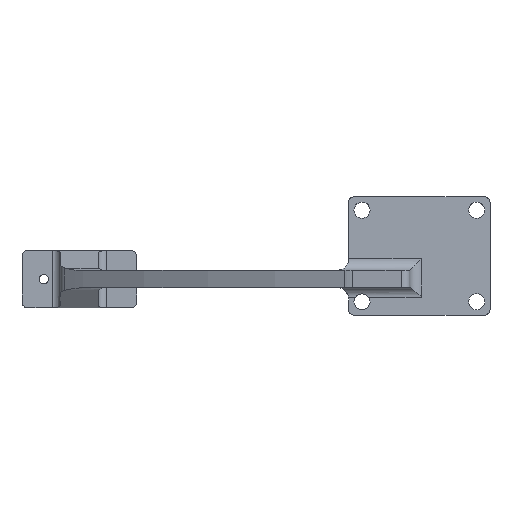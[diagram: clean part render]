
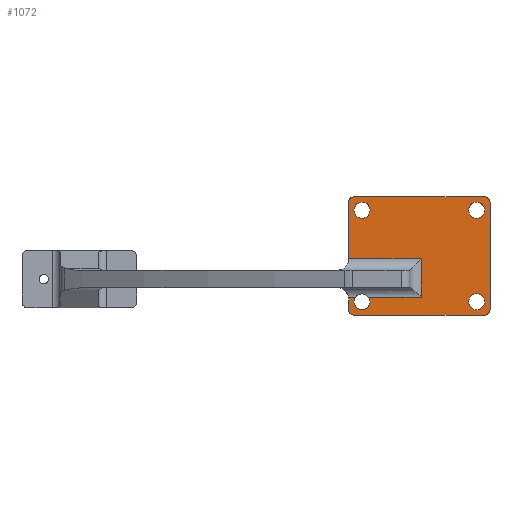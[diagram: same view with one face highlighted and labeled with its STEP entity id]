
A CAD part, top view. The second image highlights one B-rep face of the part: STEP entity #1072.
In plain terms, the highlighted planar face has unit normal (0, 0, 1).
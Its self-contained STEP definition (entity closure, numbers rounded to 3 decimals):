
#17=FACE_BOUND('',#186,.T.);
#18=FACE_BOUND('',#187,.T.);
#19=FACE_BOUND('',#188,.T.);
#57=CIRCLE('',#1167,1.5);
#59=CIRCLE('',#1172,2.1);
#60=CIRCLE('',#1173,2.1);
#61=CIRCLE('',#1174,3.);
#62=CIRCLE('',#1175,1.5);
#63=CIRCLE('',#1176,1.5);
#64=CIRCLE('',#1177,1.5);
#65=CIRCLE('',#1178,2.1);
#66=CIRCLE('',#1179,2.1);
#67=CIRCLE('',#1180,2.1);
#97=PLANE('',#1171);
#128=FACE_OUTER_BOUND('',#185,.T.);
#185=EDGE_LOOP('',(#790,#791,#792,#793,#794,#795,#796,#797,#798,#799,#800,
#801,#802,#803,#804,#805));
#186=EDGE_LOOP('',(#806));
#187=EDGE_LOOP('',(#807));
#188=EDGE_LOOP('',(#808));
#273=LINE('',#1763,#361);
#274=LINE('',#1766,#362);
#275=LINE('',#1768,#363);
#276=LINE('',#1770,#364);
#277=LINE('',#1776,#365);
#278=LINE('',#1780,#366);
#279=LINE('',#1784,#367);
#280=LINE('',#1788,#368);
#281=LINE('',#1791,#369);
#361=VECTOR('',#1371,10.);
#362=VECTOR('',#1374,10.);
#363=VECTOR('',#1375,10.);
#364=VECTOR('',#1376,10.);
#365=VECTOR('',#1381,10.);
#366=VECTOR('',#1384,10.);
#367=VECTOR('',#1387,10.);
#368=VECTOR('',#1390,10.);
#369=VECTOR('',#1393,10.);
#469=VERTEX_POINT('',#1712);
#470=VERTEX_POINT('',#1713);
#480=VERTEX_POINT('',#1761);
#481=VERTEX_POINT('',#1765);
#482=VERTEX_POINT('',#1767);
#483=VERTEX_POINT('',#1769);
#484=VERTEX_POINT('',#1771);
#485=VERTEX_POINT('',#1773);
#486=VERTEX_POINT('',#1775);
#487=VERTEX_POINT('',#1777);
#488=VERTEX_POINT('',#1779);
#489=VERTEX_POINT('',#1781);
#490=VERTEX_POINT('',#1783);
#491=VERTEX_POINT('',#1785);
#492=VERTEX_POINT('',#1787);
#493=VERTEX_POINT('',#1789);
#494=VERTEX_POINT('',#1792);
#495=VERTEX_POINT('',#1794);
#496=VERTEX_POINT('',#1796);
#591=EDGE_CURVE('',#469,#470,#57,.T.);
#604=EDGE_CURVE('',#480,#470,#273,.T.);
#605=EDGE_CURVE('',#480,#481,#274,.T.);
#606=EDGE_CURVE('',#481,#482,#275,.T.);
#607=EDGE_CURVE('',#482,#483,#276,.T.);
#608=EDGE_CURVE('',#484,#483,#59,.T.);
#609=EDGE_CURVE('',#485,#484,#60,.T.);
#610=EDGE_CURVE('',#485,#486,#277,.T.);
#611=EDGE_CURVE('',#486,#487,#61,.T.);
#612=EDGE_CURVE('',#488,#487,#278,.T.);
#613=EDGE_CURVE('',#488,#489,#62,.T.);
#614=EDGE_CURVE('',#490,#489,#279,.T.);
#615=EDGE_CURVE('',#490,#491,#63,.T.);
#616=EDGE_CURVE('',#492,#491,#280,.T.);
#617=EDGE_CURVE('',#492,#493,#64,.T.);
#618=EDGE_CURVE('',#469,#493,#281,.T.);
#619=EDGE_CURVE('',#494,#494,#65,.T.);
#620=EDGE_CURVE('',#495,#495,#66,.T.);
#621=EDGE_CURVE('',#496,#496,#67,.T.);
#790=ORIENTED_EDGE('',*,*,#591,.T.);
#791=ORIENTED_EDGE('',*,*,#604,.F.);
#792=ORIENTED_EDGE('',*,*,#605,.T.);
#793=ORIENTED_EDGE('',*,*,#606,.T.);
#794=ORIENTED_EDGE('',*,*,#607,.T.);
#795=ORIENTED_EDGE('',*,*,#608,.F.);
#796=ORIENTED_EDGE('',*,*,#609,.F.);
#797=ORIENTED_EDGE('',*,*,#610,.T.);
#798=ORIENTED_EDGE('',*,*,#611,.T.);
#799=ORIENTED_EDGE('',*,*,#612,.F.);
#800=ORIENTED_EDGE('',*,*,#613,.T.);
#801=ORIENTED_EDGE('',*,*,#614,.F.);
#802=ORIENTED_EDGE('',*,*,#615,.T.);
#803=ORIENTED_EDGE('',*,*,#616,.F.);
#804=ORIENTED_EDGE('',*,*,#617,.T.);
#805=ORIENTED_EDGE('',*,*,#618,.F.);
#806=ORIENTED_EDGE('',*,*,#619,.F.);
#807=ORIENTED_EDGE('',*,*,#620,.F.);
#808=ORIENTED_EDGE('',*,*,#621,.F.);
#1072=ADVANCED_FACE('',(#128,#17,#18,#19),#97,.F.);
#1167=AXIS2_PLACEMENT_3D('',#1714,#1356,#1357);
#1171=AXIS2_PLACEMENT_3D('',#1764,#1372,#1373);
#1172=AXIS2_PLACEMENT_3D('',#1772,#1377,#1378);
#1173=AXIS2_PLACEMENT_3D('',#1774,#1379,#1380);
#1174=AXIS2_PLACEMENT_3D('',#1778,#1382,#1383);
#1175=AXIS2_PLACEMENT_3D('',#1782,#1385,#1386);
#1176=AXIS2_PLACEMENT_3D('',#1786,#1388,#1389);
#1177=AXIS2_PLACEMENT_3D('',#1790,#1391,#1392);
#1178=AXIS2_PLACEMENT_3D('',#1793,#1394,#1395);
#1179=AXIS2_PLACEMENT_3D('',#1795,#1396,#1397);
#1180=AXIS2_PLACEMENT_3D('',#1797,#1398,#1399);
#1356=DIRECTION('center_axis',(0.,0.,1.));
#1357=DIRECTION('ref_axis',(-0.707,0.707,0.));
#1371=DIRECTION('',(0.,1.,0.));
#1372=DIRECTION('center_axis',(0.,0.,-1.));
#1373=DIRECTION('ref_axis',(1.,0.,0.));
#1374=DIRECTION('',(1.,0.,0.));
#1375=DIRECTION('',(0.,-1.,0.));
#1376=DIRECTION('',(-1.,0.,0.));
#1377=DIRECTION('center_axis',(0.,0.,1.));
#1378=DIRECTION('ref_axis',(1.,0.,0.));
#1379=DIRECTION('center_axis',(0.,0.,1.));
#1380=DIRECTION('ref_axis',(1.,0.,0.));
#1381=DIRECTION('',(-1.,0.,0.));
#1382=DIRECTION('center_axis',(0.,0.,-1.));
#1383=DIRECTION('ref_axis',(0.707,0.707,0.));
#1384=DIRECTION('',(0.,1.,0.));
#1385=DIRECTION('center_axis',(0.,0.,1.));
#1386=DIRECTION('ref_axis',(-0.707,-0.707,0.));
#1387=DIRECTION('',(-1.,0.,0.));
#1388=DIRECTION('center_axis',(0.,0.,1.));
#1389=DIRECTION('ref_axis',(0.707,-0.707,0.));
#1390=DIRECTION('',(0.,-1.,0.));
#1391=DIRECTION('center_axis',(0.,0.,1.));
#1392=DIRECTION('ref_axis',(0.707,0.707,0.));
#1393=DIRECTION('',(1.,0.,0.));
#1394=DIRECTION('center_axis',(0.,0.,1.));
#1395=DIRECTION('ref_axis',(1.,0.,0.));
#1396=DIRECTION('center_axis',(0.,0.,1.));
#1397=DIRECTION('ref_axis',(1.,0.,0.));
#1398=DIRECTION('center_axis',(0.,0.,1.));
#1399=DIRECTION('ref_axis',(1.,0.,0.));
#1712=CARTESIAN_POINT('',(-17.,15.5,3.));
#1713=CARTESIAN_POINT('',(-18.5,14.,3.));
#1714=CARTESIAN_POINT('Origin',(-17.,14.,3.));
#1761=CARTESIAN_POINT('',(-18.5,-0.75,3.));
#1763=CARTESIAN_POINT('',(-18.5,15.5,3.));
#1764=CARTESIAN_POINT('Origin',(0.,0.,3.));
#1765=CARTESIAN_POINT('',(0.5,-0.75,3.));
#1766=CARTESIAN_POINT('',(-22.737,-0.75,3.));
#1767=CARTESIAN_POINT('',(0.5,-10.75,3.));
#1768=CARTESIAN_POINT('',(0.5,-3.,3.));
#1769=CARTESIAN_POINT('',(-13.313,-10.75,3.));
#1770=CARTESIAN_POINT('',(-22.737,-10.75,3.));
#1771=CARTESIAN_POINT('',(-17.1,-12.,3.));
#1772=CARTESIAN_POINT('Origin',(-15.,-12.,3.));
#1773=CARTESIAN_POINT('',(-16.687,-10.75,3.));
#1774=CARTESIAN_POINT('Origin',(-15.,-12.,3.));
#1775=CARTESIAN_POINT('',(-18.542,-10.75,3.));
#1776=CARTESIAN_POINT('',(-22.737,-10.75,3.));
#1777=CARTESIAN_POINT('',(-18.5,-11.25,3.));
#1778=CARTESIAN_POINT('Origin',(-21.5,-11.25,3.));
#1779=CARTESIAN_POINT('',(-18.5,-14.,3.));
#1780=CARTESIAN_POINT('',(-18.5,15.5,3.));
#1781=CARTESIAN_POINT('',(-17.,-15.5,3.));
#1782=CARTESIAN_POINT('Origin',(-17.,-14.,3.));
#1783=CARTESIAN_POINT('',(17.,-15.5,3.));
#1784=CARTESIAN_POINT('',(-18.5,-15.5,3.));
#1785=CARTESIAN_POINT('',(18.5,-14.,3.));
#1786=CARTESIAN_POINT('Origin',(17.,-14.,3.));
#1787=CARTESIAN_POINT('',(18.5,14.,3.));
#1788=CARTESIAN_POINT('',(18.5,-15.5,3.));
#1789=CARTESIAN_POINT('',(17.,15.5,3.));
#1790=CARTESIAN_POINT('Origin',(17.,14.,3.));
#1791=CARTESIAN_POINT('',(18.5,15.5,3.));
#1792=CARTESIAN_POINT('',(12.9,12.,3.));
#1793=CARTESIAN_POINT('Origin',(15.,12.,3.));
#1794=CARTESIAN_POINT('',(12.9,-12.,3.));
#1795=CARTESIAN_POINT('Origin',(15.,-12.,3.));
#1796=CARTESIAN_POINT('',(-17.1,12.,3.));
#1797=CARTESIAN_POINT('Origin',(-15.,12.,3.));
